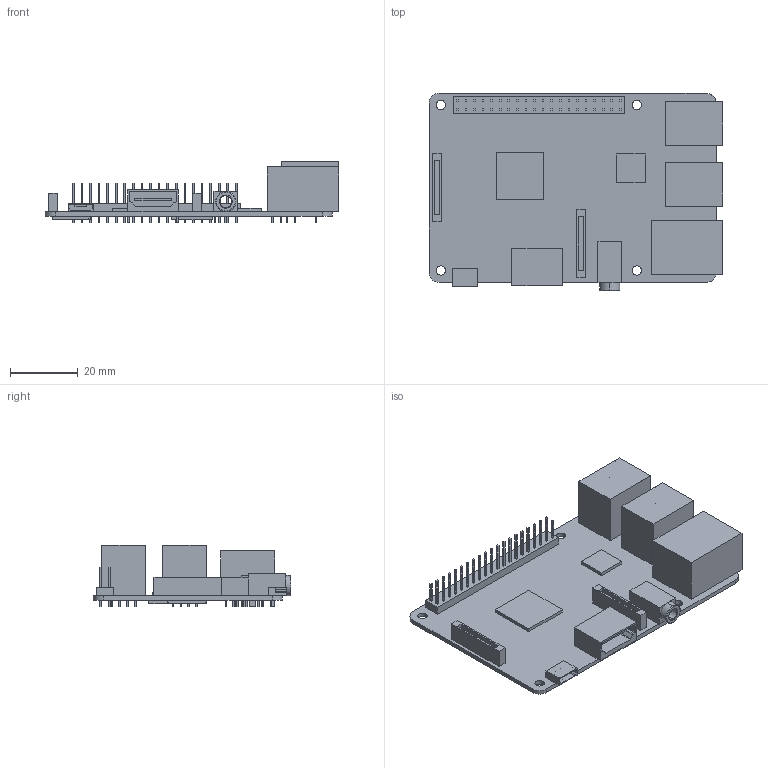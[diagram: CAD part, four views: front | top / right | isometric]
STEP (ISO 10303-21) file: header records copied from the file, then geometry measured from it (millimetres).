
FILE_DESCRIPTION (( 'STEP AP214' ), '1' );
FILE_NAME ('raspberryPi3BSimplified_STEP.STEP', '2020-02-04T13:55:13', ( '' ), ( '' ), 'SwSTEP 2.0', 'SolidWorks 2018', '' );
FILE_SCHEMA (( 'AUTOMOTIVE_DESIGN' ));
Length unit declared in the file: millimetre
Products named in the file (1): raspberryPi3BSimplified_STEP
Bounding box: 87 x 58.5 x 18.3 mm (x, y, z)
Volume: 17132.5 mm3; surface area: 19007.3 mm2
Topology: 1 solids, 1 shells, 788 faces, 1918 edges, 1272 vertices
Faces by surface type: plane 754, cylinder 30, torus 4
Entity records: 31354 total; most frequent: CARTESIAN_POINT 3979, ORIENTED_EDGE 3836, DIRECTION 3566, EDGE_CURVE 1918, LINE 1848, VECTOR 1848, VERTEX_POINT 1272, EDGE_LOOP 938
